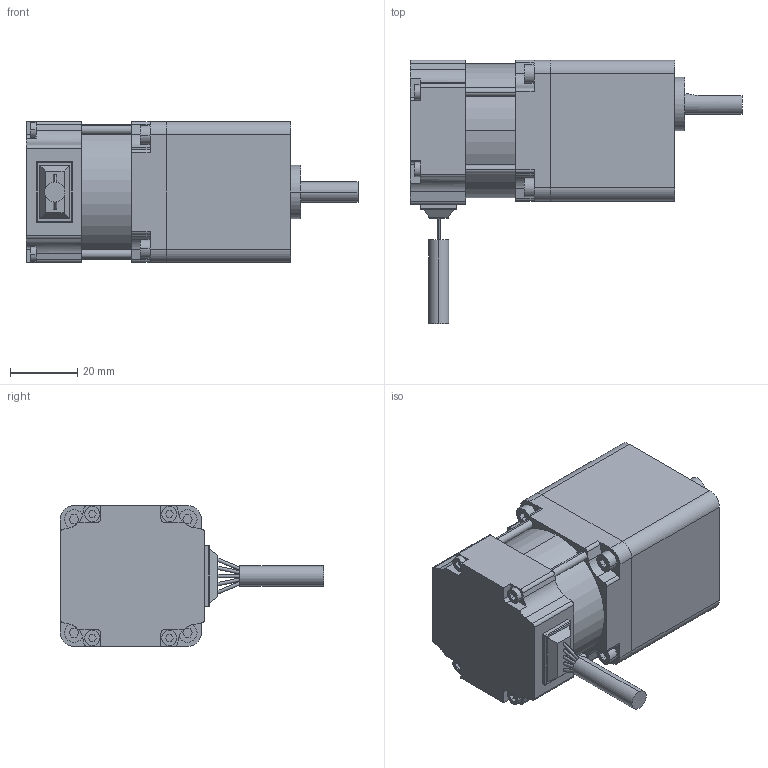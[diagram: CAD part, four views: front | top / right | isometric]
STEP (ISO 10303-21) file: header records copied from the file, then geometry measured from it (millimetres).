
FILE_DESCRIPTION( ( '' ), '1' );
FILE_NAME( 'BLH015K-5-0.STEP', '2012-06-14T21:01:45', ( '' ), ( '' ), ' ', ' ', ' ' );
FILE_SCHEMA( ( 'CONFIG_CONTROL_DESIGN' ) );
Length unit declared in the file: millimetre
Products named in the file (2): 1; 2
Bounding box: 99 x 78.5 x 42 mm (x, y, z)
Volume: 129765.8 mm3; surface area: 22315.4 mm2
Topology: 2 solids, 2 shells, 239 faces, 610 edges, 396 vertices
Faces by surface type: plane 130, cylinder 93, cone 16
Entity records: 7326 total; most frequent: DIRECTION 1274, CARTESIAN_POINT 1269, ORIENTED_EDGE 1204, EDGE_CURVE 602, AXIS2_PLACEMENT_3D 433, LINE 408, VECTOR 408, VERTEX_POINT 396
